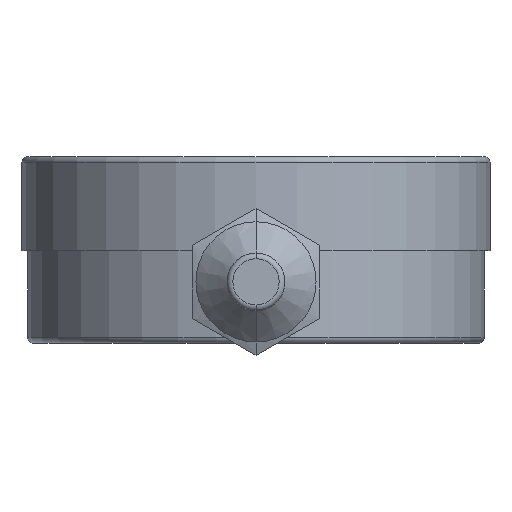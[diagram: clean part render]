
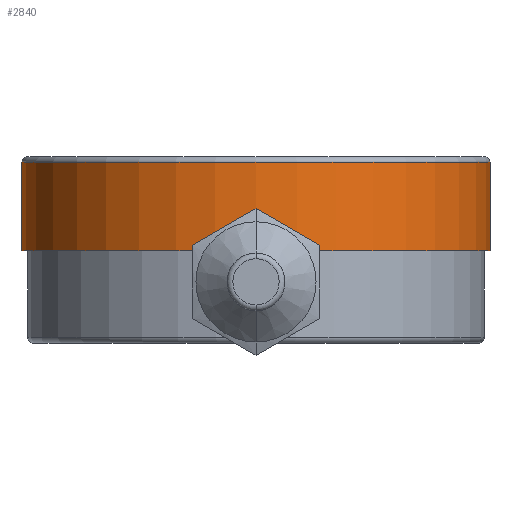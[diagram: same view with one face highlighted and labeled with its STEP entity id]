
A CAD part, front view. The second image highlights one B-rep face of the part: STEP entity #2840.
In plain terms, the highlighted cylindrical face has radius 40.5 mm (diameter 81 mm), a partial arc.
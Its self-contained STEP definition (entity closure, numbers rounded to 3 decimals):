
#448 = ORIENTED_EDGE ( 'NONE', *, *, #3414, .T. ) ;
#478 = ORIENTED_EDGE ( 'NONE', *, *, #3417, .F. ) ;
#516 = ORIENTED_EDGE ( 'NONE', *, *, #3415, .T. ) ;
#524 = ORIENTED_EDGE ( 'NONE', *, *, #3393, .F. ) ;
#938 = FACE_OUTER_BOUND ( 'NONE', #1649, .T. ) ;
#943 = CYLINDRICAL_SURFACE ( 'NONE', #2878, 40.5 ) ;
#993 = CIRCLE ( 'NONE', #2890, 40.5 ) ;
#1016 = LINE ( 'NONE', #3009, #1025 ) ;
#1021 = CIRCLE ( 'NONE', #2904, 40.5 ) ;
#1025 = VECTOR ( 'NONE', #2988, 1000. ) ;
#1026 = LINE ( 'NONE', #3008, #1028 ) ;
#1028 = VECTOR ( 'NONE', #3007, 1000. ) ;
#1331 = VERTEX_POINT ( 'NONE', #2971 ) ;
#1336 = VERTEX_POINT ( 'NONE', #2968 ) ;
#1340 = VERTEX_POINT ( 'NONE', #2960 ) ;
#1345 = VERTEX_POINT ( 'NONE', #2961 ) ;
#1649 = EDGE_LOOP ( 'NONE', ( #478, #448, #516, #524 ) ) ;
#2298 = DIRECTION ( 'NONE',  ( -1., 0., 0. ) ) ;
#2299 = DIRECTION ( 'NONE',  ( 0., 0., -1. ) ) ;
#2302 = CARTESIAN_POINT ( 'NONE',  ( 0., 0., 0. ) ) ;
#2359 = CARTESIAN_POINT ( 'NONE',  ( 0., 0., -17. ) ) ;
#2360 = DIRECTION ( 'NONE',  ( 0., 0., -1. ) ) ;
#2361 = DIRECTION ( 'NONE',  ( -1., 0., 0. ) ) ;
#2840 = ADVANCED_FACE ( 'NONE', ( #938 ), #943, .T. ) ;
#2878 = AXIS2_PLACEMENT_3D ( 'NONE', #2302, #2299, #2298 ) ;
#2890 = AXIS2_PLACEMENT_3D ( 'NONE', #2359, #2360, #2361 ) ;
#2904 = AXIS2_PLACEMENT_3D ( 'NONE', #3010, #3011, #3012 ) ;
#2960 = CARTESIAN_POINT ( 'NONE',  ( -40.5, 0., -1.732 ) ) ;
#2961 = CARTESIAN_POINT ( 'NONE',  ( 40.5, 0., -17. ) ) ;
#2968 = CARTESIAN_POINT ( 'NONE',  ( -40.5, 0., -17. ) ) ;
#2971 = CARTESIAN_POINT ( 'NONE',  ( 40.5, 0., -1.732 ) ) ;
#2988 = DIRECTION ( 'NONE',  ( 0., 0., -1. ) ) ;
#3007 = DIRECTION ( 'NONE',  ( 0., 0., -1. ) ) ;
#3008 = CARTESIAN_POINT ( 'NONE',  ( 40.5, 0., 0. ) ) ;
#3009 = CARTESIAN_POINT ( 'NONE',  ( -40.5, 0., 0. ) ) ;
#3010 = CARTESIAN_POINT ( 'NONE',  ( 0., 0., -1.732 ) ) ;
#3011 = DIRECTION ( 'NONE',  ( 0., 0., -1. ) ) ;
#3012 = DIRECTION ( 'NONE',  ( 1., 0., 0. ) ) ;
#3393 = EDGE_CURVE ( 'NONE', #1345, #1336, #993, .T. ) ;
#3414 = EDGE_CURVE ( 'NONE', #1331, #1340, #1021, .T. ) ;
#3415 = EDGE_CURVE ( 'NONE', #1340, #1336, #1016, .T. ) ;
#3417 = EDGE_CURVE ( 'NONE', #1331, #1345, #1026, .T. ) ;
